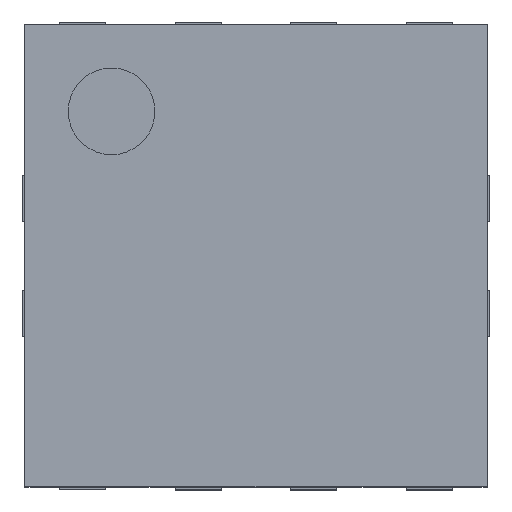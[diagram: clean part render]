
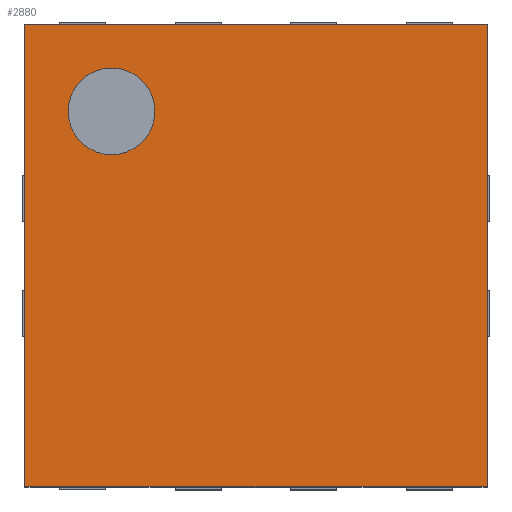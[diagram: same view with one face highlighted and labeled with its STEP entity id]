
A CAD part, top view. The second image highlights one B-rep face of the part: STEP entity #2880.
In plain terms, the highlighted planar face has unit normal (0, 0, 1).
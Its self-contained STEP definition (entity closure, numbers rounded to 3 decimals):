
#233 = VERTEX_POINT ( 'NONE', #2620 ) ;
#237 = DIRECTION ( 'NONE',  ( 0., 0., 1. ) ) ;
#282 = EDGE_CURVE ( 'NONE', #233, #2461, #1062, .T. ) ;
#459 = EDGE_CURVE ( 'NONE', #1274, #1280, #1100, .T. ) ;
#501 = EDGE_CURVE ( 'NONE', #2461, #233, #2522, .T. ) ;
#558 = DIRECTION ( 'NONE',  ( 1., 0., 0. ) ) ;
#625 = ORIENTED_EDGE ( 'NONE', *, *, #282, .F. ) ;
#648 = DIRECTION ( 'NONE',  ( 0., 0., -1. ) ) ;
#772 = ORIENTED_EDGE ( 'NONE', *, *, #1808, .F. ) ;
#795 = CARTESIAN_POINT ( 'NONE',  ( 0.8, -0.8, 0.5 ) ) ;
#955 = DIRECTION ( 'NONE',  ( 1., 0., 0. ) ) ;
#992 = VERTEX_POINT ( 'NONE', #795 ) ;
#998 = CARTESIAN_POINT ( 'NONE',  ( -0.8, -0.8, 0.5 ) ) ;
#1062 = CIRCLE ( 'NONE', #3004, 0.15 ) ;
#1074 = ORIENTED_EDGE ( 'NONE', *, *, #1971, .F. ) ;
#1100 = LINE ( 'NONE', #998, #2401 ) ;
#1112 = VERTEX_POINT ( 'NONE', #2799 ) ;
#1181 = DIRECTION ( 'NONE',  ( 1., 0., 0. ) ) ;
#1238 = CARTESIAN_POINT ( 'NONE',  ( 0.8, 0.8, 0.5 ) ) ;
#1274 = VERTEX_POINT ( 'NONE', #2644 ) ;
#1280 = VERTEX_POINT ( 'NONE', #3128 ) ;
#1349 = DIRECTION ( 'NONE',  ( -1., 0., 0. ) ) ;
#1448 = AXIS2_PLACEMENT_3D ( 'NONE', #1860, #648, #2593 ) ;
#1541 = ORIENTED_EDGE ( 'NONE', *, *, #501, .F. ) ;
#1546 = ORIENTED_EDGE ( 'NONE', *, *, #2207, .F. ) ;
#1572 = LINE ( 'NONE', #1691, #1666 ) ;
#1574 = FACE_BOUND ( 'NONE', #2769, .T. ) ;
#1666 = VECTOR ( 'NONE', #1181, 1000. ) ;
#1669 = CARTESIAN_POINT ( 'NONE',  ( -0.35, 0.5, 0.5 ) ) ;
#1691 = CARTESIAN_POINT ( 'NONE',  ( -0.8, 0.8, 0.5 ) ) ;
#1808 = EDGE_CURVE ( 'NONE', #1280, #1112, #1572, .T. ) ;
#1860 = CARTESIAN_POINT ( 'NONE',  ( 0., 0., 0.5 ) ) ;
#1927 = VECTOR ( 'NONE', #2928, 1000. ) ;
#1971 = EDGE_CURVE ( 'NONE', #1112, #992, #2866, .T. ) ;
#1999 = FACE_OUTER_BOUND ( 'NONE', #2382, .T. ) ;
#2002 = LINE ( 'NONE', #2066, #2684 ) ;
#2017 = DIRECTION ( 'NONE',  ( 0., 0., 1. ) ) ;
#2023 = CARTESIAN_POINT ( 'NONE',  ( -0.5, 0.5, 0.5 ) ) ;
#2066 = CARTESIAN_POINT ( 'NONE',  ( 0.8, -0.8, 0.5 ) ) ;
#2207 = EDGE_CURVE ( 'NONE', #992, #1274, #2002, .T. ) ;
#2228 = DIRECTION ( 'NONE',  ( 0., 1., 0. ) ) ;
#2382 = EDGE_LOOP ( 'NONE', ( #2432, #1546, #1074, #772 ) ) ;
#2401 = VECTOR ( 'NONE', #2228, 1000. ) ;
#2410 = CARTESIAN_POINT ( 'NONE',  ( -0.5, 0.5, 0.5 ) ) ;
#2432 = ORIENTED_EDGE ( 'NONE', *, *, #459, .F. ) ;
#2461 = VERTEX_POINT ( 'NONE', #1669 ) ;
#2522 = CIRCLE ( 'NONE', #3131, 0.15 ) ;
#2593 = DIRECTION ( 'NONE',  ( 0., -1., 0. ) ) ;
#2620 = CARTESIAN_POINT ( 'NONE',  ( -0.65, 0.5, 0.5 ) ) ;
#2644 = CARTESIAN_POINT ( 'NONE',  ( -0.8, -0.8, 0.5 ) ) ;
#2684 = VECTOR ( 'NONE', #1349, 1000. ) ;
#2769 = EDGE_LOOP ( 'NONE', ( #1541, #625 ) ) ;
#2799 = CARTESIAN_POINT ( 'NONE',  ( 0.8, 0.8, 0.5 ) ) ;
#2866 = LINE ( 'NONE', #1238, #1927 ) ;
#2880 = ADVANCED_FACE ( 'NONE', ( #1574, #1999 ), #3135, .F. ) ;
#2928 = DIRECTION ( 'NONE',  ( 0., -1., 0. ) ) ;
#3004 = AXIS2_PLACEMENT_3D ( 'NONE', #2410, #237, #955 ) ;
#3128 = CARTESIAN_POINT ( 'NONE',  ( -0.8, 0.8, 0.5 ) ) ;
#3131 = AXIS2_PLACEMENT_3D ( 'NONE', #2023, #2017, #558 ) ;
#3135 = PLANE ( 'NONE',  #1448 ) ;
